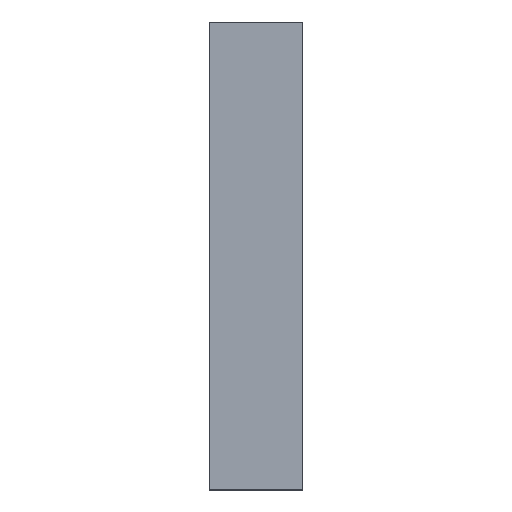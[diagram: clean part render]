
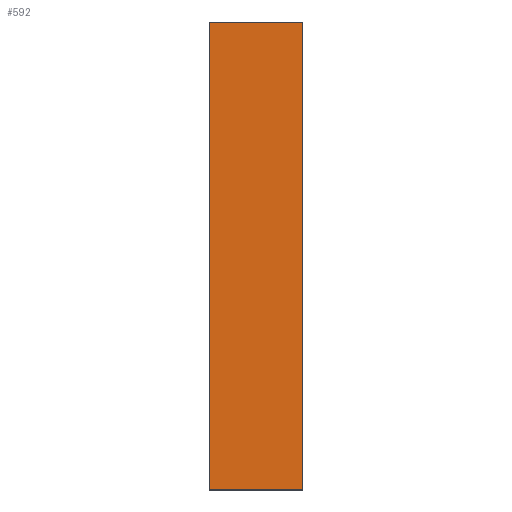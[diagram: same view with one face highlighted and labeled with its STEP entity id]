
A CAD part, front view. The second image highlights one B-rep face of the part: STEP entity #592.
In plain terms, the highlighted planar face has unit normal (0, -1, 0).
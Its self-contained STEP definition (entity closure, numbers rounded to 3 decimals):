
#13 = DIRECTION ( 'NONE',  ( 0., 0., -1. ) ) ;
#45 = CARTESIAN_POINT ( 'NONE',  ( 0., 0., 0. ) ) ;
#60 = VERTEX_POINT ( 'NONE', #710 ) ;
#78 = EDGE_LOOP ( 'NONE', ( #1004, #260, #606, #642 ) ) ;
#82 = CARTESIAN_POINT ( 'NONE',  ( 0., 0., 5. ) ) ;
#112 = EDGE_CURVE ( 'NONE', #732, #958, #146, .T. ) ;
#129 = VERTEX_POINT ( 'NONE', #230 ) ;
#146 = LINE ( 'NONE', #388, #734 ) ;
#148 = EDGE_CURVE ( 'NONE', #129, #732, #699, .T. ) ;
#190 = VECTOR ( 'NONE', #13, 1000. ) ;
#219 = EDGE_CURVE ( 'NONE', #129, #60, #600, .T. ) ;
#230 = CARTESIAN_POINT ( 'NONE',  ( 0., 0., 5. ) ) ;
#260 = ORIENTED_EDGE ( 'NONE', *, *, #532, .F. ) ;
#326 = VECTOR ( 'NONE', #443, 1000. ) ;
#336 = DIRECTION ( 'NONE',  ( 0., 1., 0. ) ) ;
#360 = AXIS2_PLACEMENT_3D ( 'NONE', #416, #336, #970 ) ;
#388 = CARTESIAN_POINT ( 'NONE',  ( 25., 0., 0. ) ) ;
#402 = CARTESIAN_POINT ( 'NONE',  ( 25., 0., 5. ) ) ;
#416 = CARTESIAN_POINT ( 'NONE',  ( 25., 0., 5. ) ) ;
#443 = DIRECTION ( 'NONE',  ( 1., 0., 0. ) ) ;
#481 = LINE ( 'NONE', #402, #190 ) ;
#482 = DIRECTION ( 'NONE',  ( 0., 0., -1. ) ) ;
#508 = VECTOR ( 'NONE', #482, 1000. ) ;
#532 = EDGE_CURVE ( 'NONE', #60, #958, #481, .T. ) ;
#546 = DIRECTION ( 'NONE',  ( 1., 0., 0. ) ) ;
#592 = ADVANCED_FACE ( 'NONE', ( #718 ), #813, .F. ) ;
#600 = LINE ( 'NONE', #985, #326 ) ;
#606 = ORIENTED_EDGE ( 'NONE', *, *, #219, .F. ) ;
#642 = ORIENTED_EDGE ( 'NONE', *, *, #148, .T. ) ;
#699 = LINE ( 'NONE', #82, #508 ) ;
#710 = CARTESIAN_POINT ( 'NONE',  ( 25., 0., 5. ) ) ;
#718 = FACE_OUTER_BOUND ( 'NONE', #78, .T. ) ;
#721 = CARTESIAN_POINT ( 'NONE',  ( 25., 0., 0. ) ) ;
#732 = VERTEX_POINT ( 'NONE', #45 ) ;
#734 = VECTOR ( 'NONE', #546, 1000. ) ;
#813 = PLANE ( 'NONE',  #360 ) ;
#958 = VERTEX_POINT ( 'NONE', #721 ) ;
#970 = DIRECTION ( 'NONE',  ( 0., 0., 1. ) ) ;
#985 = CARTESIAN_POINT ( 'NONE',  ( 25., 0., 5. ) ) ;
#1004 = ORIENTED_EDGE ( 'NONE', *, *, #112, .T. ) ;
